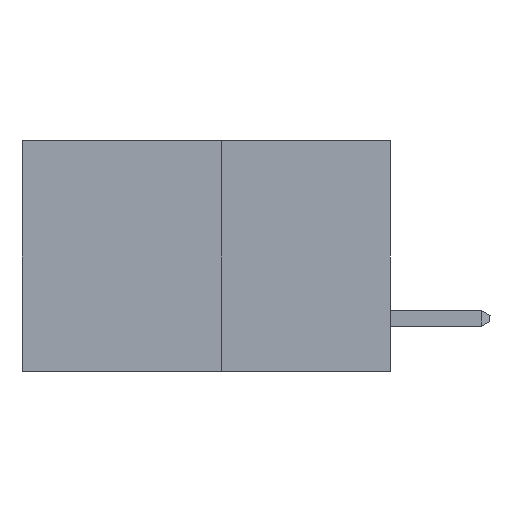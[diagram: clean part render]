
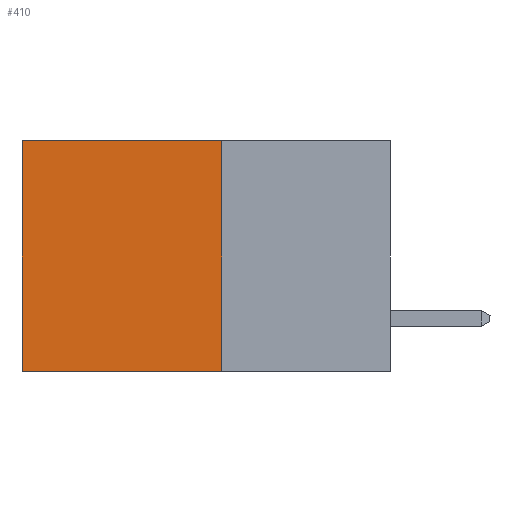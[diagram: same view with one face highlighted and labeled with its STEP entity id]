
A CAD part, left-side view. The second image highlights one B-rep face of the part: STEP entity #410.
In plain terms, the highlighted planar face has unit normal (-1, 0, 0).
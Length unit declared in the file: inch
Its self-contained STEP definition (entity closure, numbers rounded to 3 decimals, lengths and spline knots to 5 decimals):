
#283 = LINE ( 'NONE', #4715, #4802 ) ;
#395 = VECTOR ( 'NONE', #9648, 39.37008 ) ;
#410 = ADVANCED_FACE ( 'NONE', ( #12813 ), #18453, .F. ) ;
#1336 = ORIENTED_EDGE ( 'NONE', *, *, #20709, .F. ) ;
#2094 = CARTESIAN_POINT ( 'NONE',  ( 0.277, 0.59, -0.37 ) ) ;
#2939 = VERTEX_POINT ( 'NONE', #10559 ) ;
#3520 = DIRECTION ( 'NONE',  ( 0., 1., 0. ) ) ;
#3786 = DIRECTION ( 'NONE',  ( 0., 0., -1. ) ) ;
#4715 = CARTESIAN_POINT ( 'NONE',  ( 0.277, 0.27, -0.37 ) ) ;
#4802 = VECTOR ( 'NONE', #11797, 39.37008 ) ;
#5018 = VERTEX_POINT ( 'NONE', #6184 ) ;
#5447 = LINE ( 'NONE', #11346, #395 ) ;
#6026 = VECTOR ( 'NONE', #3520, 39.37008 ) ;
#6184 = CARTESIAN_POINT ( 'NONE',  ( 0.277, 0.59, 0. ) ) ;
#7113 = LINE ( 'NONE', #12333, #6026 ) ;
#8497 = CARTESIAN_POINT ( 'NONE',  ( 0.277, 0.27, -0.37 ) ) ;
#8886 = VERTEX_POINT ( 'NONE', #17067 ) ;
#9519 = EDGE_CURVE ( 'NONE', #21547, #2939, #283, .T. ) ;
#9648 = DIRECTION ( 'NONE',  ( 0., 0., -1. ) ) ;
#10559 = CARTESIAN_POINT ( 'NONE',  ( 0.277, 0.59, -0.37 ) ) ;
#11342 = LINE ( 'NONE', #2094, #15397 ) ;
#11346 = CARTESIAN_POINT ( 'NONE',  ( 0.277, 0.27, -0.37 ) ) ;
#11514 = AXIS2_PLACEMENT_3D ( 'NONE', #18362, #18318, #12770 ) ;
#11797 = DIRECTION ( 'NONE',  ( 0., 1., 0. ) ) ;
#12333 = CARTESIAN_POINT ( 'NONE',  ( 0.277, 0.27, 0. ) ) ;
#12770 = DIRECTION ( 'NONE',  ( 0., 0., -1. ) ) ;
#12813 = FACE_OUTER_BOUND ( 'NONE', #15838, .T. ) ;
#12953 = EDGE_CURVE ( 'NONE', #8886, #5018, #7113, .T. ) ;
#14212 = ORIENTED_EDGE ( 'NONE', *, *, #12953, .T. ) ;
#15355 = EDGE_CURVE ( 'NONE', #5018, #2939, #11342, .T. ) ;
#15397 = VECTOR ( 'NONE', #3786, 39.37008 ) ;
#15838 = EDGE_LOOP ( 'NONE', ( #16657, #20290, #1336, #14212 ) ) ;
#16657 = ORIENTED_EDGE ( 'NONE', *, *, #15355, .T. ) ;
#17067 = CARTESIAN_POINT ( 'NONE',  ( 0.277, 0.27, 0. ) ) ;
#18318 = DIRECTION ( 'NONE',  ( 1., 0., 0. ) ) ;
#18362 = CARTESIAN_POINT ( 'NONE',  ( 0.277, 0.27, -0.37 ) ) ;
#18453 = PLANE ( 'NONE',  #11514 ) ;
#20290 = ORIENTED_EDGE ( 'NONE', *, *, #9519, .F. ) ;
#20709 = EDGE_CURVE ( 'NONE', #8886, #21547, #5447, .T. ) ;
#21547 = VERTEX_POINT ( 'NONE', #8497 ) ;
